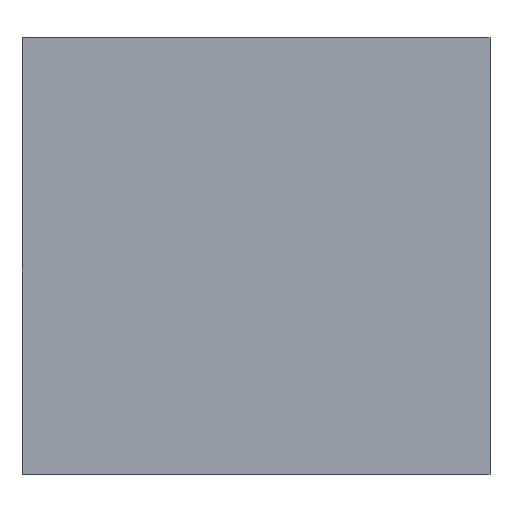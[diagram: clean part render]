
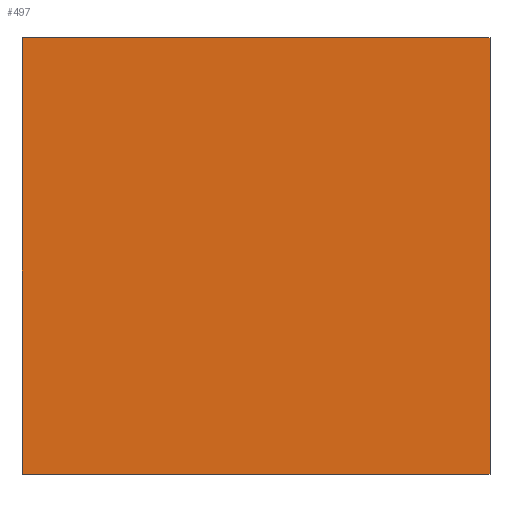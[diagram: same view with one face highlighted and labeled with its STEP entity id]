
A CAD part, top view. The second image highlights one B-rep face of the part: STEP entity #497.
In plain terms, the highlighted planar face has unit normal (0, 0, 1).
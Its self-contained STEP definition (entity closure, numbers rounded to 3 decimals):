
#2 = CARTESIAN_POINT ( 'NONE',  ( 75., -70., 150. ) ) ;
#38 = VERTEX_POINT ( 'NONE', #731 ) ;
#42 = CARTESIAN_POINT ( 'NONE',  ( 0., 0., 150. ) ) ;
#64 = VERTEX_POINT ( 'NONE', #580 ) ;
#116 = CARTESIAN_POINT ( 'NONE',  ( -75., 70., 150. ) ) ;
#131 = DIRECTION ( 'NONE',  ( 1., 0., 0. ) ) ;
#140 = EDGE_CURVE ( 'NONE', #64, #382, #441, .T. ) ;
#160 = LINE ( 'NONE', #775, #740 ) ;
#172 = VECTOR ( 'NONE', #908, 1000. ) ;
#195 = DIRECTION ( 'NONE',  ( 0., 1., 0. ) ) ;
#234 = EDGE_CURVE ( 'NONE', #382, #251, #642, .T. ) ;
#250 = LINE ( 'NONE', #941, #923 ) ;
#251 = VERTEX_POINT ( 'NONE', #116 ) ;
#276 = CARTESIAN_POINT ( 'NONE',  ( 75., 70., 150. ) ) ;
#322 = AXIS2_PLACEMENT_3D ( 'NONE', #42, #335, #131 ) ;
#335 = DIRECTION ( 'NONE',  ( 0., 0., 1. ) ) ;
#358 = EDGE_CURVE ( 'NONE', #38, #251, #160, .T. ) ;
#366 = EDGE_CURVE ( 'NONE', #38, #64, #250, .T. ) ;
#382 = VERTEX_POINT ( 'NONE', #276 ) ;
#394 = PLANE ( 'NONE',  #322 ) ;
#400 = DIRECTION ( 'NONE',  ( 1., 0., 0. ) ) ;
#441 = LINE ( 'NONE', #2, #172 ) ;
#463 = CARTESIAN_POINT ( 'NONE',  ( 75., 70., 150. ) ) ;
#497 = ADVANCED_FACE ( 'NONE', ( #595 ), #394, .T. ) ;
#521 = ORIENTED_EDGE ( 'NONE', *, *, #140, .T. ) ;
#580 = CARTESIAN_POINT ( 'NONE',  ( 75., -70., 150. ) ) ;
#595 = FACE_OUTER_BOUND ( 'NONE', #825, .T. ) ;
#611 = ORIENTED_EDGE ( 'NONE', *, *, #366, .T. ) ;
#619 = ORIENTED_EDGE ( 'NONE', *, *, #234, .T. ) ;
#642 = LINE ( 'NONE', #463, #842 ) ;
#698 = ORIENTED_EDGE ( 'NONE', *, *, #358, .F. ) ;
#731 = CARTESIAN_POINT ( 'NONE',  ( -75., -70., 150. ) ) ;
#740 = VECTOR ( 'NONE', #195, 1000. ) ;
#775 = CARTESIAN_POINT ( 'NONE',  ( -75., -70., 150. ) ) ;
#825 = EDGE_LOOP ( 'NONE', ( #619, #698, #611, #521 ) ) ;
#839 = DIRECTION ( 'NONE',  ( -1., 0., 0. ) ) ;
#842 = VECTOR ( 'NONE', #839, 1000. ) ;
#908 = DIRECTION ( 'NONE',  ( 0., 1., 0. ) ) ;
#923 = VECTOR ( 'NONE', #400, 1000. ) ;
#941 = CARTESIAN_POINT ( 'NONE',  ( 75., -70., 150. ) ) ;
